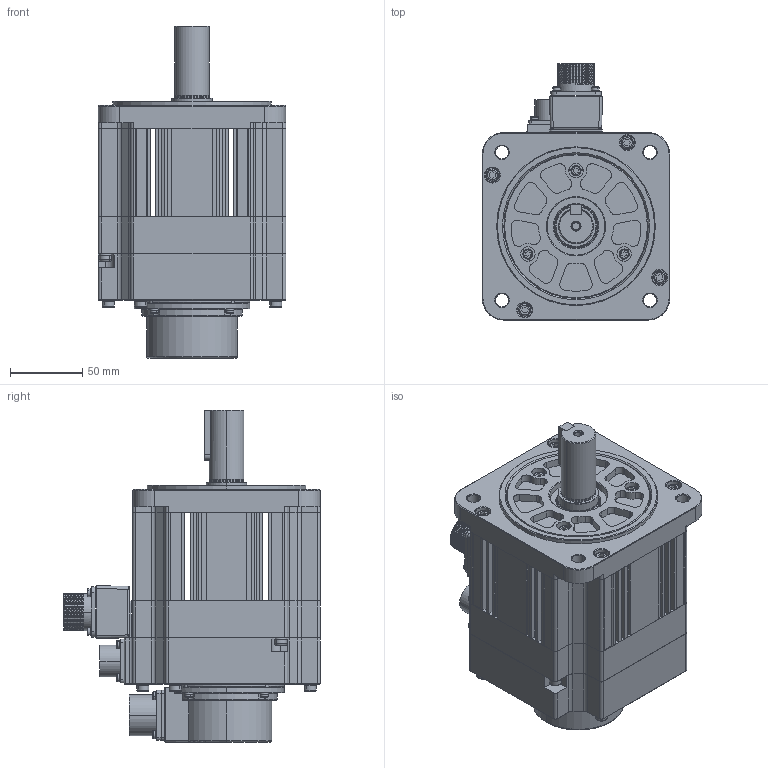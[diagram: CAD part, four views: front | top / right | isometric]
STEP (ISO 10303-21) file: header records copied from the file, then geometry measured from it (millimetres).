
FILE_DESCRIPTION (( 'STEP AP203' ), '1' );
FILE_NAME ('EM1-1KW-B-K.STEP', '2019-12-02T07:32:44', ( '' ), ( '' ), 'SwSTEP 2.0', 'SolidWorks 2015', '' );
FILE_SCHEMA (( 'CONFIG_CONTROL_DESIGN' ));
Length unit declared in the file: millimetre
Products named in the file (1): EM1-1KW-B-K
Bounding box: 130 x 177.85 x 230.1 mm (x, y, z)
Surface area: 165942.8 mm2 (no closed solid volume)
Topology: 0 solids, 73 shells, 1214 faces, 3532 edges, 2388 vertices
Faces by surface type: plane 547, cylinder 404, cone 142, torus 98, bspline 23
Entity records: 44759 total; most frequent: CARTESIAN_POINT 12696, DIRECTION 6969, ORIENTED_EDGE 5920, EDGE_CURVE 3529, AXIS2_PLACEMENT_3D 2470, VERTEX_POINT 2388, LINE 2029, VECTOR 2029
